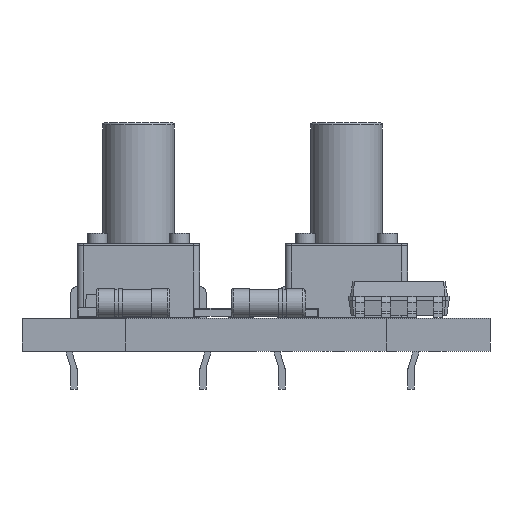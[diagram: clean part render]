
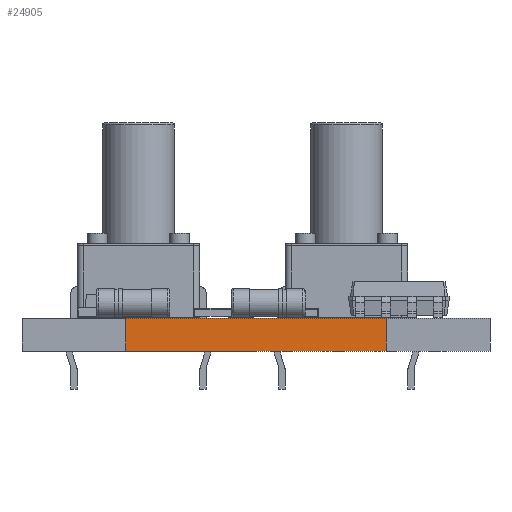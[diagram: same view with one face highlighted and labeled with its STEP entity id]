
A CAD part, front view. The second image highlights one B-rep face of the part: STEP entity #24905.
In plain terms, the highlighted planar face has unit normal (0, -1, 0).
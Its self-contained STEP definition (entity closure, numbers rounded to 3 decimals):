
#24724 = PLANE('',#24725);
#24725 = AXIS2_PLACEMENT_3D('',#24726,#24727,#24728);
#24726 = CARTESIAN_POINT('',(99.06,-66.04,0.));
#24727 = DIRECTION('',(1.,0.,0.));
#24728 = DIRECTION('',(0.,-1.,0.));
#24749 = VERTEX_POINT('',#24750);
#24750 = CARTESIAN_POINT('',(99.06,-77.47,1.6));
#24764 = PLANE('',#24765);
#24765 = AXIS2_PLACEMENT_3D('',#24766,#24767,#24768);
#24766 = CARTESIAN_POINT('',(92.71,-57.344,1.6));
#24767 = DIRECTION('',(0.,0.,-1.));
#24768 = DIRECTION('',(-1.,0.,0.));
#24776 = EDGE_CURVE('',#24777,#24749,#24779,.T.);
#24777 = VERTEX_POINT('',#24778);
#24778 = CARTESIAN_POINT('',(99.06,-77.47,0.));
#24779 = SURFACE_CURVE('',#24780,(#24784,#24791),.PCURVE_S1.);
#24780 = LINE('',#24781,#24782);
#24781 = CARTESIAN_POINT('',(99.06,-77.47,0.));
#24782 = VECTOR('',#24783,1.);
#24783 = DIRECTION('',(0.,0.,1.));
#24784 = PCURVE('',#24724,#24785);
#24785 = DEFINITIONAL_REPRESENTATION('',(#24786),#24790);
#24786 = LINE('',#24787,#24788);
#24787 = CARTESIAN_POINT('',(11.43,0.));
#24788 = VECTOR('',#24789,1.);
#24789 = DIRECTION('',(0.,-1.));
#24790 = ( GEOMETRIC_REPRESENTATION_CONTEXT(2) 
PARAMETRIC_REPRESENTATION_CONTEXT() REPRESENTATION_CONTEXT('2D SPACE',''
  ) );
#24791 = PCURVE('',#24792,#24797);
#24792 = PLANE('',#24793);
#24793 = AXIS2_PLACEMENT_3D('',#24794,#24795,#24796);
#24794 = CARTESIAN_POINT('',(99.06,-77.47,0.));
#24795 = DIRECTION('',(0.,-1.,0.));
#24796 = DIRECTION('',(-1.,0.,0.));
#24797 = DEFINITIONAL_REPRESENTATION('',(#24798),#24802);
#24798 = LINE('',#24799,#24800);
#24799 = CARTESIAN_POINT('',(0.,0.));
#24800 = VECTOR('',#24801,1.);
#24801 = DIRECTION('',(0.,-1.));
#24802 = ( GEOMETRIC_REPRESENTATION_CONTEXT(2) 
PARAMETRIC_REPRESENTATION_CONTEXT() REPRESENTATION_CONTEXT('2D SPACE',''
  ) );
#24818 = PLANE('',#24819);
#24819 = AXIS2_PLACEMENT_3D('',#24820,#24821,#24822);
#24820 = CARTESIAN_POINT('',(92.71,-57.344,0.));
#24821 = DIRECTION('',(0.,0.,-1.));
#24822 = DIRECTION('',(-1.,0.,0.));
#24905 = ADVANCED_FACE('',(#24906),#24792,.T.);
#24906 = FACE_BOUND('',#24907,.T.);
#24907 = EDGE_LOOP('',(#24908,#24909,#24932,#24960));
#24908 = ORIENTED_EDGE('',*,*,#24776,.T.);
#24909 = ORIENTED_EDGE('',*,*,#24910,.T.);
#24910 = EDGE_CURVE('',#24749,#24911,#24913,.T.);
#24911 = VERTEX_POINT('',#24912);
#24912 = CARTESIAN_POINT('',(86.36,-77.47,1.6));
#24913 = SURFACE_CURVE('',#24914,(#24918,#24925),.PCURVE_S1.);
#24914 = LINE('',#24915,#24916);
#24915 = CARTESIAN_POINT('',(99.06,-77.47,1.6));
#24916 = VECTOR('',#24917,1.);
#24917 = DIRECTION('',(-1.,0.,0.));
#24918 = PCURVE('',#24792,#24919);
#24919 = DEFINITIONAL_REPRESENTATION('',(#24920),#24924);
#24920 = LINE('',#24921,#24922);
#24921 = CARTESIAN_POINT('',(0.,-1.6));
#24922 = VECTOR('',#24923,1.);
#24923 = DIRECTION('',(1.,0.));
#24924 = ( GEOMETRIC_REPRESENTATION_CONTEXT(2) 
PARAMETRIC_REPRESENTATION_CONTEXT() REPRESENTATION_CONTEXT('2D SPACE',''
  ) );
#24925 = PCURVE('',#24764,#24926);
#24926 = DEFINITIONAL_REPRESENTATION('',(#24927),#24931);
#24927 = LINE('',#24928,#24929);
#24928 = CARTESIAN_POINT('',(-6.35,-20.126));
#24929 = VECTOR('',#24930,1.);
#24930 = DIRECTION('',(1.,0.));
#24931 = ( GEOMETRIC_REPRESENTATION_CONTEXT(2) 
PARAMETRIC_REPRESENTATION_CONTEXT() REPRESENTATION_CONTEXT('2D SPACE',''
  ) );
#24932 = ORIENTED_EDGE('',*,*,#24933,.F.);
#24933 = EDGE_CURVE('',#24934,#24911,#24936,.T.);
#24934 = VERTEX_POINT('',#24935);
#24935 = CARTESIAN_POINT('',(86.36,-77.47,0.));
#24936 = SURFACE_CURVE('',#24937,(#24941,#24948),.PCURVE_S1.);
#24937 = LINE('',#24938,#24939);
#24938 = CARTESIAN_POINT('',(86.36,-77.47,0.));
#24939 = VECTOR('',#24940,1.);
#24940 = DIRECTION('',(0.,0.,1.));
#24941 = PCURVE('',#24792,#24942);
#24942 = DEFINITIONAL_REPRESENTATION('',(#24943),#24947);
#24943 = LINE('',#24944,#24945);
#24944 = CARTESIAN_POINT('',(12.7,0.));
#24945 = VECTOR('',#24946,1.);
#24946 = DIRECTION('',(0.,-1.));
#24947 = ( GEOMETRIC_REPRESENTATION_CONTEXT(2) 
PARAMETRIC_REPRESENTATION_CONTEXT() REPRESENTATION_CONTEXT('2D SPACE',''
  ) );
#24948 = PCURVE('',#24949,#24954);
#24949 = PLANE('',#24950);
#24950 = AXIS2_PLACEMENT_3D('',#24951,#24952,#24953);
#24951 = CARTESIAN_POINT('',(86.36,-77.47,0.));
#24952 = DIRECTION('',(-1.,0.,0.));
#24953 = DIRECTION('',(0.,1.,0.));
#24954 = DEFINITIONAL_REPRESENTATION('',(#24955),#24959);
#24955 = LINE('',#24956,#24957);
#24956 = CARTESIAN_POINT('',(0.,0.));
#24957 = VECTOR('',#24958,1.);
#24958 = DIRECTION('',(0.,-1.));
#24959 = ( GEOMETRIC_REPRESENTATION_CONTEXT(2) 
PARAMETRIC_REPRESENTATION_CONTEXT() REPRESENTATION_CONTEXT('2D SPACE',''
  ) );
#24960 = ORIENTED_EDGE('',*,*,#24961,.F.);
#24961 = EDGE_CURVE('',#24777,#24934,#24962,.T.);
#24962 = SURFACE_CURVE('',#24963,(#24967,#24974),.PCURVE_S1.);
#24963 = LINE('',#24964,#24965);
#24964 = CARTESIAN_POINT('',(99.06,-77.47,0.));
#24965 = VECTOR('',#24966,1.);
#24966 = DIRECTION('',(-1.,0.,0.));
#24967 = PCURVE('',#24792,#24968);
#24968 = DEFINITIONAL_REPRESENTATION('',(#24969),#24973);
#24969 = LINE('',#24970,#24971);
#24970 = CARTESIAN_POINT('',(0.,0.));
#24971 = VECTOR('',#24972,1.);
#24972 = DIRECTION('',(1.,0.));
#24973 = ( GEOMETRIC_REPRESENTATION_CONTEXT(2) 
PARAMETRIC_REPRESENTATION_CONTEXT() REPRESENTATION_CONTEXT('2D SPACE',''
  ) );
#24974 = PCURVE('',#24818,#24975);
#24975 = DEFINITIONAL_REPRESENTATION('',(#24976),#24980);
#24976 = LINE('',#24977,#24978);
#24977 = CARTESIAN_POINT('',(-6.35,-20.126));
#24978 = VECTOR('',#24979,1.);
#24979 = DIRECTION('',(1.,0.));
#24980 = ( GEOMETRIC_REPRESENTATION_CONTEXT(2) 
PARAMETRIC_REPRESENTATION_CONTEXT() REPRESENTATION_CONTEXT('2D SPACE',''
  ) );
